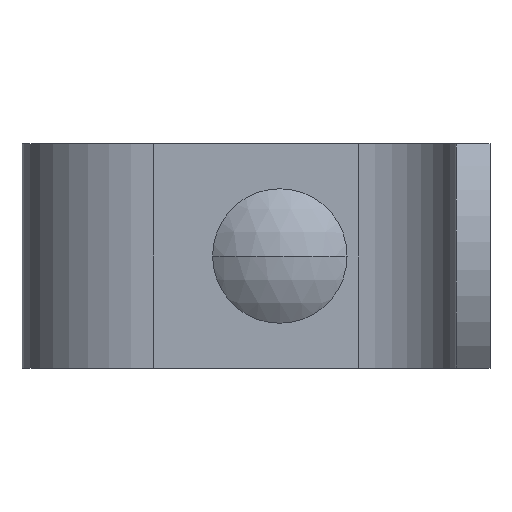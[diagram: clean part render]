
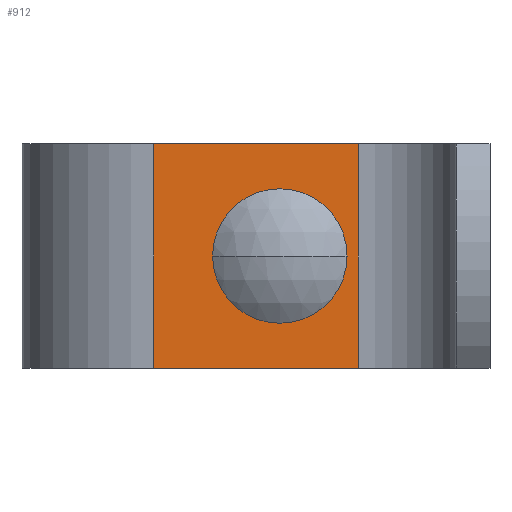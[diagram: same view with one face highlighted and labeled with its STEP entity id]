
A CAD part, front view. The second image highlights one B-rep face of the part: STEP entity #912.
In plain terms, the highlighted planar face has unit normal (0, -1, 0).
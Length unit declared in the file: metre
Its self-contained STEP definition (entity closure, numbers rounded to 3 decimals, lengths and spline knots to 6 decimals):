
#18 = CARTESIAN_POINT ( 'NONE',  ( -0.0175, 0.069, -0.04 ) ) ;
#32 = VERTEX_POINT ( 'NONE', #2246 ) ;
#35 = VECTOR ( 'NONE', #1851, 1. ) ;
#92 = CARTESIAN_POINT ( 'NONE',  ( -0.0175, 0.069, 0. ) ) ;
#106 = CARTESIAN_POINT ( 'NONE',  ( -0.054, 0.069, -0.04 ) ) ;
#180 = VERTEX_POINT ( 'NONE', #2528 ) ;
#208 = VERTEX_POINT ( 'NONE', #92 ) ;
#221 = FACE_OUTER_BOUND ( 'NONE', #492, .T. ) ;
#244 = EDGE_CURVE ( 'NONE', #1019, #838, #936, .T. ) ;
#253 = CARTESIAN_POINT ( 'NONE',  ( -0.029607, 0.069, -0.02 ) ) ;
#266 = DIRECTION ( 'NONE',  ( 0., -1., 0. ) ) ;
#289 = DIRECTION ( 'NONE',  ( 1., 0., 0. ) ) ;
#337 = VECTOR ( 'NONE', #2099, 1. ) ;
#344 = EDGE_CURVE ( 'NONE', #647, #208, #1605, .T. ) ;
#390 = VECTOR ( 'NONE', #1781, 1. ) ;
#492 = EDGE_LOOP ( 'NONE', ( #727, #1106, #1124, #2029 ) ) ;
#531 = VECTOR ( 'NONE', #892, 1. ) ;
#575 = AXIS2_PLACEMENT_3D ( 'NONE', #2309, #2339, #2351 ) ;
#647 = VERTEX_POINT ( 'NONE', #2614 ) ;
#688 = EDGE_CURVE ( 'NONE', #32, #2468, #1992, .T. ) ;
#727 = ORIENTED_EDGE ( 'NONE', *, *, #1050, .T. ) ;
#737 = VECTOR ( 'NONE', #1699, 1. ) ;
#827 = PLANE ( 'NONE',  #575 ) ;
#838 = VERTEX_POINT ( 'NONE', #1385 ) ;
#868 = CARTESIAN_POINT ( 'NONE',  ( -0.054, 0.069, 0. ) ) ;
#872 = CIRCLE ( 'NONE', #2097, 0.0055 ) ;
#892 = DIRECTION ( 'NONE',  ( -1., 0., 0. ) ) ;
#912 = ADVANCED_FACE ( 'NONE', ( #2105, #221 ), #827, .F. ) ;
#930 = LINE ( 'NONE', #1778, #531 ) ;
#936 = LINE ( 'NONE', #1796, #2471 ) ;
#972 = DIRECTION ( 'NONE',  ( 0., -1., 0. ) ) ;
#1001 = DIRECTION ( 'NONE',  ( 1., 0., 0. ) ) ;
#1019 = VERTEX_POINT ( 'NONE', #1951 ) ;
#1050 = EDGE_CURVE ( 'NONE', #208, #2468, #930, .T. ) ;
#1106 = ORIENTED_EDGE ( 'NONE', *, *, #688, .F. ) ;
#1124 = ORIENTED_EDGE ( 'NONE', *, *, #1340, .F. ) ;
#1217 = EDGE_CURVE ( 'NONE', #2571, #1269, #1677, .T. ) ;
#1265 = CARTESIAN_POINT ( 'NONE',  ( -0.029607, 0.069, -0.0145 ) ) ;
#1266 = DIRECTION ( 'NONE',  ( 0., -1., 0. ) ) ;
#1269 = VERTEX_POINT ( 'NONE', #2360 ) ;
#1274 = EDGE_CURVE ( 'NONE', #838, #180, #872, .T. ) ;
#1282 = LINE ( 'NONE', #18, #737 ) ;
#1294 = DIRECTION ( 'NONE',  ( -1., 0., 0. ) ) ;
#1320 = EDGE_CURVE ( 'NONE', #180, #2571, #1619, .T. ) ;
#1322 = EDGE_LOOP ( 'NONE', ( #1361, #1903, #2132, #1672, #2156 ) ) ;
#1340 = EDGE_CURVE ( 'NONE', #647, #32, #1282, .T. ) ;
#1361 = ORIENTED_EDGE ( 'NONE', *, *, #1217, .F. ) ;
#1385 = CARTESIAN_POINT ( 'NONE',  ( -0.029607, 0.069, -0.0255 ) ) ;
#1601 = AXIS2_PLACEMENT_3D ( 'NONE', #1800, #972, #1001 ) ;
#1605 = LINE ( 'NONE', #2282, #35 ) ;
#1619 = CIRCLE ( 'NONE', #2554, 0.0055 ) ;
#1672 = ORIENTED_EDGE ( 'NONE', *, *, #244, .F. ) ;
#1677 = LINE ( 'NONE', #1265, #337 ) ;
#1699 = DIRECTION ( 'NONE',  ( -1., 0., 0. ) ) ;
#1745 = CARTESIAN_POINT ( 'NONE',  ( -0.029607, 0.069, -0.0145 ) ) ;
#1777 = CIRCLE ( 'NONE', #1601, 0.0055 ) ;
#1778 = CARTESIAN_POINT ( 'NONE',  ( -0.0175, 0.069, 0. ) ) ;
#1781 = DIRECTION ( 'NONE',  ( 0., 0., 1. ) ) ;
#1796 = CARTESIAN_POINT ( 'NONE',  ( -0.029607, 0.069, -0.0255 ) ) ;
#1800 = CARTESIAN_POINT ( 'NONE',  ( -0.033607, 0.069, -0.02 ) ) ;
#1851 = DIRECTION ( 'NONE',  ( 0., 0., 1. ) ) ;
#1903 = ORIENTED_EDGE ( 'NONE', *, *, #1320, .F. ) ;
#1909 = DIRECTION ( 'NONE',  ( -1., 0., 0. ) ) ;
#1951 = CARTESIAN_POINT ( 'NONE',  ( -0.033607, 0.069, -0.0255 ) ) ;
#1992 = LINE ( 'NONE', #106, #390 ) ;
#2029 = ORIENTED_EDGE ( 'NONE', *, *, #344, .T. ) ;
#2097 = AXIS2_PLACEMENT_3D ( 'NONE', #253, #1266, #1294 ) ;
#2099 = DIRECTION ( 'NONE',  ( -1., 0., 0. ) ) ;
#2105 = FACE_BOUND ( 'NONE', #1322, .T. ) ;
#2132 = ORIENTED_EDGE ( 'NONE', *, *, #1274, .F. ) ;
#2156 = ORIENTED_EDGE ( 'NONE', *, *, #2707, .F. ) ;
#2246 = CARTESIAN_POINT ( 'NONE',  ( -0.054, 0.069, -0.04 ) ) ;
#2282 = CARTESIAN_POINT ( 'NONE',  ( -0.0175, 0.069, -0.04 ) ) ;
#2309 = CARTESIAN_POINT ( 'NONE',  ( -0.0175, 0.069, -0.04 ) ) ;
#2339 = DIRECTION ( 'NONE',  ( 0., 1., 0. ) ) ;
#2351 = DIRECTION ( 'NONE',  ( 0., 0., 1. ) ) ;
#2360 = CARTESIAN_POINT ( 'NONE',  ( -0.033607, 0.069, -0.0145 ) ) ;
#2468 = VERTEX_POINT ( 'NONE', #868 ) ;
#2471 = VECTOR ( 'NONE', #289, 1. ) ;
#2528 = CARTESIAN_POINT ( 'NONE',  ( -0.024107, 0.069, -0.02 ) ) ;
#2554 = AXIS2_PLACEMENT_3D ( 'NONE', #2569, #266, #1909 ) ;
#2569 = CARTESIAN_POINT ( 'NONE',  ( -0.029607, 0.069, -0.02 ) ) ;
#2571 = VERTEX_POINT ( 'NONE', #1745 ) ;
#2614 = CARTESIAN_POINT ( 'NONE',  ( -0.0175, 0.069, -0.04 ) ) ;
#2707 = EDGE_CURVE ( 'NONE', #1269, #1019, #1777, .T. ) ;
